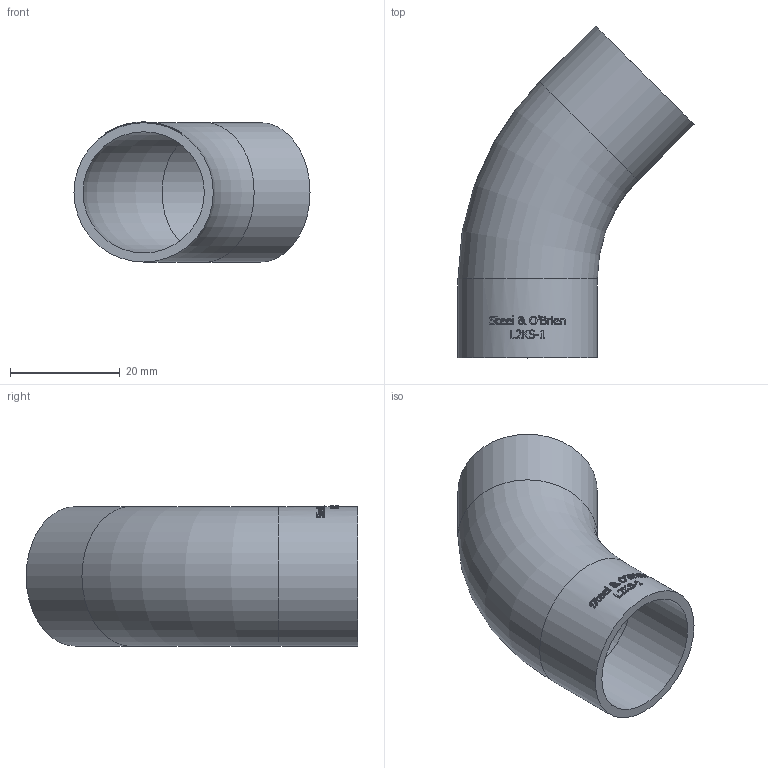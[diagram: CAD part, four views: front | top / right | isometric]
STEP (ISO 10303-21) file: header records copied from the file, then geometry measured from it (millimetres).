
FILE_DESCRIPTION(/* description */ (''),/* implementation_level */ '2;1');
FILE_NAME(/* name */ 'L2KS-1.stp',/* time_stamp */ '2020-02-28T17:36:56-05:00',/* author */ ('rick'),/* organization */ (''),/* preprocessor_version */ 'ST-DEVELOPER v15.2',/* originating_system */ 'Autodesk Inventor 2014',/* authorisation */ '');
FILE_SCHEMA (('AUTOMOTIVE_DESIGN { 1 0 10303 214 3 1 1 }'));
Length unit declared in the file: inch
Products named in the file (1): L2KS-1
Bounding box: 43.02 x 60.49 x 25.53 mm (x, y, z)
Volume: 7233.1 mm3; surface area: 9021.6 mm2
Topology: 1 solids, 1 shells, 305 faces, 826 edges, 551 vertices
Faces by surface type: bspline 147, plane 124, cylinder 32, torus 2
Full cylindrical faces by diameter (mm): 22.098 x2, 25.4 x2
Entity records: 12301 total; most frequent: CARTESIAN_POINT 5481, ORIENTED_EDGE 1630, DIRECTION 985, EDGE_CURVE 815, VERTEX_POINT 546, LINE 375, VECTOR 375, EDGE_LOOP 341
